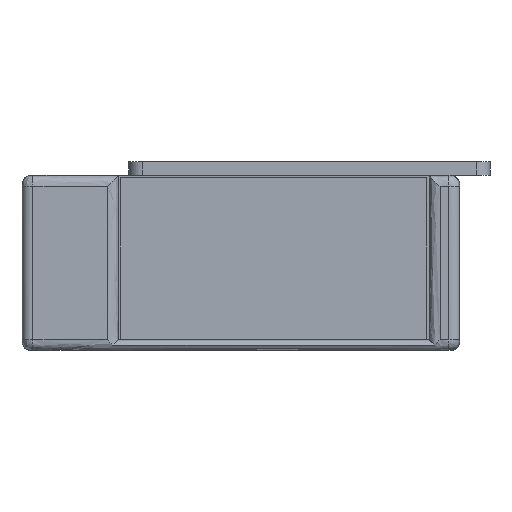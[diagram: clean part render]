
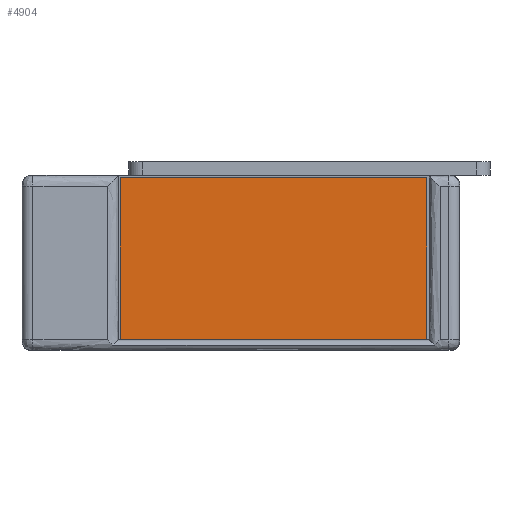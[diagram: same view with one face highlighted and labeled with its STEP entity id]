
A CAD part, front view. The second image highlights one B-rep face of the part: STEP entity #4904.
In plain terms, the highlighted planar face has unit normal (0, -1, 0).
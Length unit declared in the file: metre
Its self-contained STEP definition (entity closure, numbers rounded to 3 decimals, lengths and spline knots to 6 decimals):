
#173=PLANE('',#5519);
#495=LINE('',#10020,#823);
#500=LINE('',#10030,#828);
#502=LINE('',#10034,#830);
#503=LINE('',#10035,#831);
#823=VECTOR('',#6941,1.);
#828=VECTOR('',#6950,1.);
#830=VECTOR('',#6954,1.);
#831=VECTOR('',#6955,1.);
#2182=ORIENTED_EDGE('',*,*,#2873,.F.);
#2183=ORIENTED_EDGE('',*,*,#2866,.F.);
#2184=ORIENTED_EDGE('',*,*,#2874,.T.);
#2185=ORIENTED_EDGE('',*,*,#2871,.T.);
#2866=EDGE_CURVE('',#3345,#3343,#495,.T.);
#2871=EDGE_CURVE('',#3349,#3348,#500,.T.);
#2873=EDGE_CURVE('',#3343,#3348,#502,.T.);
#2874=EDGE_CURVE('',#3345,#3349,#503,.T.);
#3343=VERTEX_POINT('',#10015);
#3345=VERTEX_POINT('',#10019);
#3348=VERTEX_POINT('',#10029);
#3349=VERTEX_POINT('',#10031);
#4071=EDGE_LOOP('',(#2182,#2183,#2184,#2185));
#4489=FACE_BOUND('',#4071,.T.);
#4904=ADVANCED_FACE('',(#4489),#173,.T.);
#5519=AXIS2_PLACEMENT_3D('',#10033,#6952,#6953);
#6941=DIRECTION('',(0.,0.,-1.));
#6950=DIRECTION('',(0.,0.,-1.));
#6952=DIRECTION('',(0.,-1.,0.));
#6953=DIRECTION('',(1.,0.,0.));
#6954=DIRECTION('',(-1.,0.,0.));
#6955=DIRECTION('',(-1.,0.,0.));
#10015=CARTESIAN_POINT('',(0.136175,-0.2745,-0.065));
#10019=CARTESIAN_POINT('',(0.136175,-0.2745,0.009));
#10020=CARTESIAN_POINT('',(0.136175,-0.2745,0.009));
#10029=CARTESIAN_POINT('',(-0.003825,-0.2745,-0.065));
#10030=CARTESIAN_POINT('',(-0.003825,-0.2745,0.009));
#10031=CARTESIAN_POINT('',(-0.003825,-0.2745,0.009));
#10033=CARTESIAN_POINT('',(0.066175,-0.2745,0.009));
#10034=CARTESIAN_POINT('',(0.066175,-0.2745,-0.065));
#10035=CARTESIAN_POINT('',(0.066175,-0.2745,0.009));
